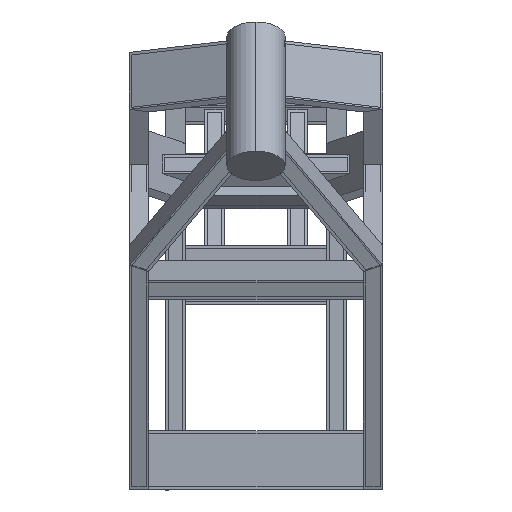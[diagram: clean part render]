
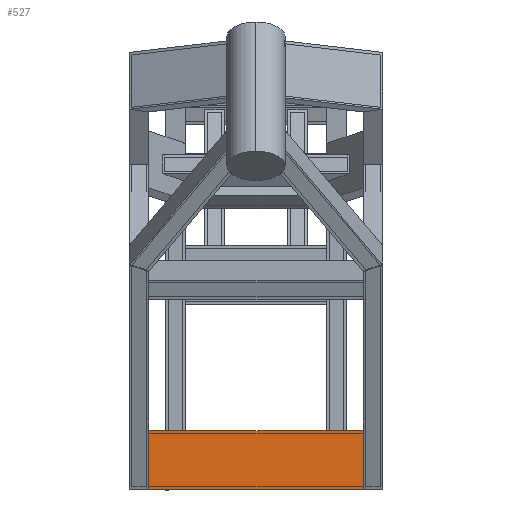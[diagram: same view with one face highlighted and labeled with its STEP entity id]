
A CAD part, top view. The second image highlights one B-rep face of the part: STEP entity #527.
In plain terms, the highlighted planar face has unit normal (0, 0, 1).
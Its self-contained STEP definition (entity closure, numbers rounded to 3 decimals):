
#48 = CARTESIAN_POINT ( 'NONE',  ( -140.001, -38.1, 235.2 ) ) ;
#142 = VECTOR ( 'NONE', #10925, 1000. ) ;
#237 = VECTOR ( 'NONE', #8013, 1000. ) ;
#258 = CARTESIAN_POINT ( 'NONE',  ( 140.001, -38.1, 235.2 ) ) ;
#421 = LINE ( 'NONE', #11862, #142 ) ;
#527 = ADVANCED_FACE ( 'NONE', ( #8453 ), #822, .F. ) ;
#822 = PLANE ( 'NONE',  #2101 ) ;
#888 = LINE ( 'NONE', #12203, #8893 ) ;
#1564 = CARTESIAN_POINT ( 'NONE',  ( 152.7, -38.1, 235.2 ) ) ;
#1816 = DIRECTION ( 'NONE',  ( 0., 0., -1. ) ) ;
#2011 = EDGE_LOOP ( 'NONE', ( #8275, #3726, #7247, #9960 ) ) ;
#2101 = AXIS2_PLACEMENT_3D ( 'NONE', #1564, #1816, #11330 ) ;
#2511 = EDGE_CURVE ( 'NONE', #4701, #12056, #421, .T. ) ;
#2704 = CARTESIAN_POINT ( 'NONE',  ( -140., 38.1, 235.2 ) ) ;
#3726 = ORIENTED_EDGE ( 'NONE', *, *, #7347, .F. ) ;
#3768 = VERTEX_POINT ( 'NONE', #9179 ) ;
#3821 = CARTESIAN_POINT ( 'NONE',  ( 140., 38.1, 235.2 ) ) ;
#4570 = DIRECTION ( 'NONE',  ( 0., 1., 0. ) ) ;
#4665 = EDGE_CURVE ( 'NONE', #5580, #12056, #888, .T. ) ;
#4701 = VERTEX_POINT ( 'NONE', #3821 ) ;
#5133 = LINE ( 'NONE', #11764, #237 ) ;
#5580 = VERTEX_POINT ( 'NONE', #48 ) ;
#6937 = LINE ( 'NONE', #258, #8238 ) ;
#7247 = ORIENTED_EDGE ( 'NONE', *, *, #2511, .T. ) ;
#7347 = EDGE_CURVE ( 'NONE', #4701, #3768, #6937, .T. ) ;
#8013 = DIRECTION ( 'NONE',  ( -1., 0., 0. ) ) ;
#8238 = VECTOR ( 'NONE', #10634, 1000. ) ;
#8275 = ORIENTED_EDGE ( 'NONE', *, *, #8930, .F. ) ;
#8453 = FACE_OUTER_BOUND ( 'NONE', #2011, .T. ) ;
#8893 = VECTOR ( 'NONE', #4570, 1000. ) ;
#8930 = EDGE_CURVE ( 'NONE', #3768, #5580, #5133, .T. ) ;
#9179 = CARTESIAN_POINT ( 'NONE',  ( 140.001, -38.1, 235.2 ) ) ;
#9960 = ORIENTED_EDGE ( 'NONE', *, *, #4665, .F. ) ;
#10634 = DIRECTION ( 'NONE',  ( 0., -1., 0. ) ) ;
#10925 = DIRECTION ( 'NONE',  ( -1., 0., 0. ) ) ;
#11330 = DIRECTION ( 'NONE',  ( 0., 1., 0. ) ) ;
#11764 = CARTESIAN_POINT ( 'NONE',  ( 152.7, -38.1, 235.2 ) ) ;
#11862 = CARTESIAN_POINT ( 'NONE',  ( 152.7, 38.1, 235.2 ) ) ;
#12056 = VERTEX_POINT ( 'NONE', #2704 ) ;
#12203 = CARTESIAN_POINT ( 'NONE',  ( -140.001, -38.097, 235.2 ) ) ;
